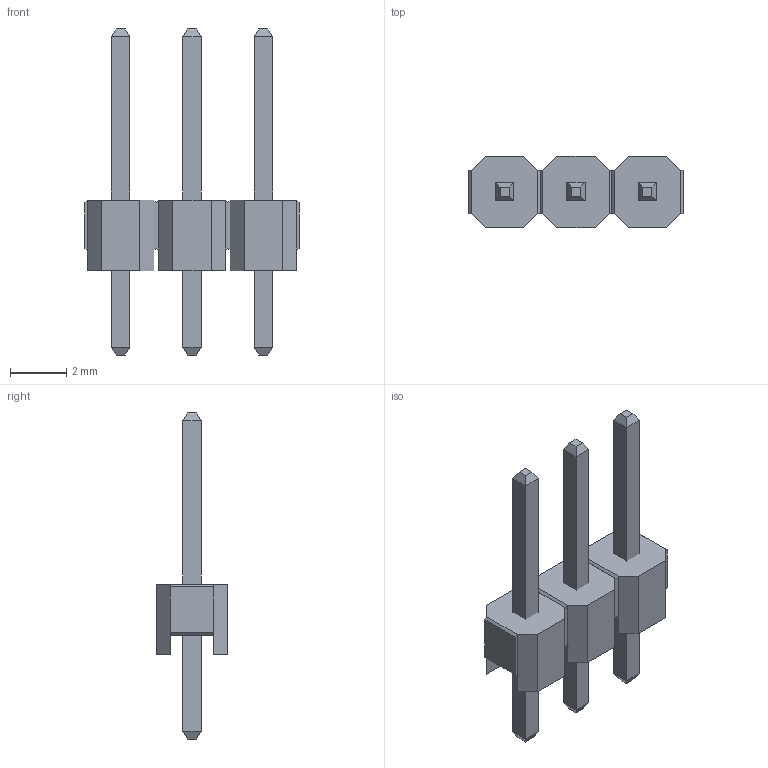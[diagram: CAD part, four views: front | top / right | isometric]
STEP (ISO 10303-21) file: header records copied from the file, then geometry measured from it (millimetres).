
FILE_DESCRIPTION(('STEP AP214'), '1');
FILE_NAME('DS1021-1x5SF11', '', ('UNSPECIFIED'), ('UNSPECIFIED'), 'ASCON STEP Converter 1.3', 'ASCON Math Kernel', '');
FILE_SCHEMA(('AUTOMOTIVE_DESIGN { 1 0 10303 214 3 1 1}'));
Length unit declared in the file: millimetre
Bounding box: 7.62 x 2.54 x 11.6 mm (x, y, z)
Volume: 49.5 mm3; surface area: 184.4 mm2
Topology: 4 solids, 4 shells, 100 faces, 216 edges, 124 vertices
Faces by surface type: plane 100
Entity records: 3442 total; most frequent: CARTESIAN_POINT 441, ORIENTED_EDGE 432, DIRECTION 418, EDGE_CURVE 216, LINE 216, VECTOR 216, VERTEX_POINT 124, COLOUR_RGB 104
